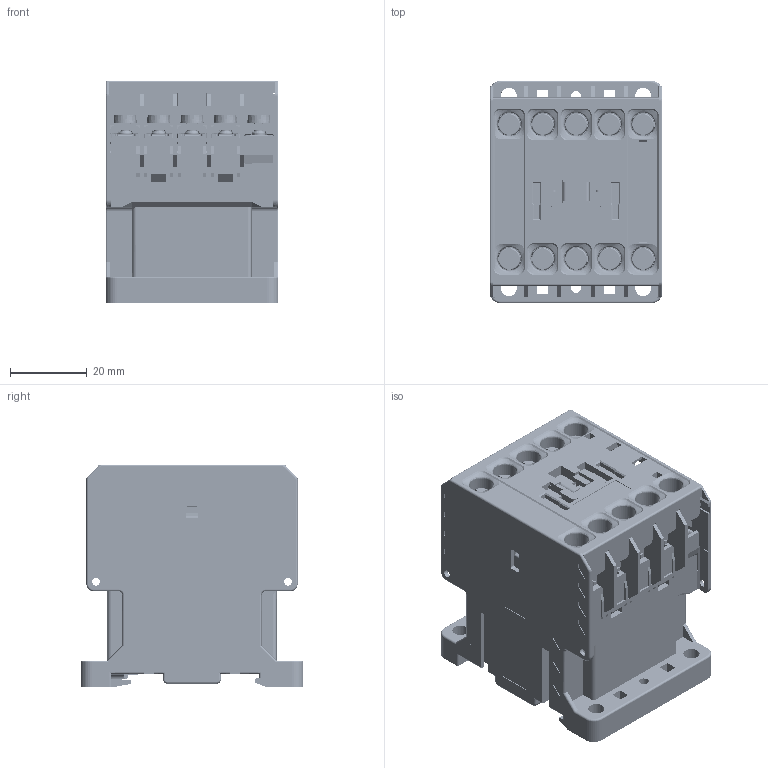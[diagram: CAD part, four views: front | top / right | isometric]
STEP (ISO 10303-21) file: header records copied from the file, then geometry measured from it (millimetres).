
FILE_DESCRIPTION((''),'2;1');
FILE_NAME('HC6_12M','2022-05-18T14:43:49',('Lenovo'),(''),'CREO PARAMETRIC BY PTC INC, 2018100','CREO PARAMETRIC BY PTC INC, 2018100','');
FILE_SCHEMA(('AUTOMOTIVE_DESIGN { 1 0 10303 214 1 1 1 1 }'));
Products named in the file (1): HC6_12M
Bounding box: 45 x 58 x 58 mm (x, y, z)
Surface area: 84099.6 mm2 (no closed solid volume)
Topology: 0 solids, 324 shells, 10239 faces, 31826 edges, 21698 vertices
Faces by surface type: plane 6834, cylinder 2437, torus 388, bspline 386, cone 148, sphere 41, extrusion 5
Entity records: 469746 total; most frequent: CARTESIAN_POINT 94718, DIRECTION 55695, ORIENTED_EDGE 54321, PRESENTATION_STYLE_ASSIGNMENT 32113, STYLED_ITEM 32113, CURVE_STYLE 31789, EDGE_CURVE 31789, VECTOR 24308
